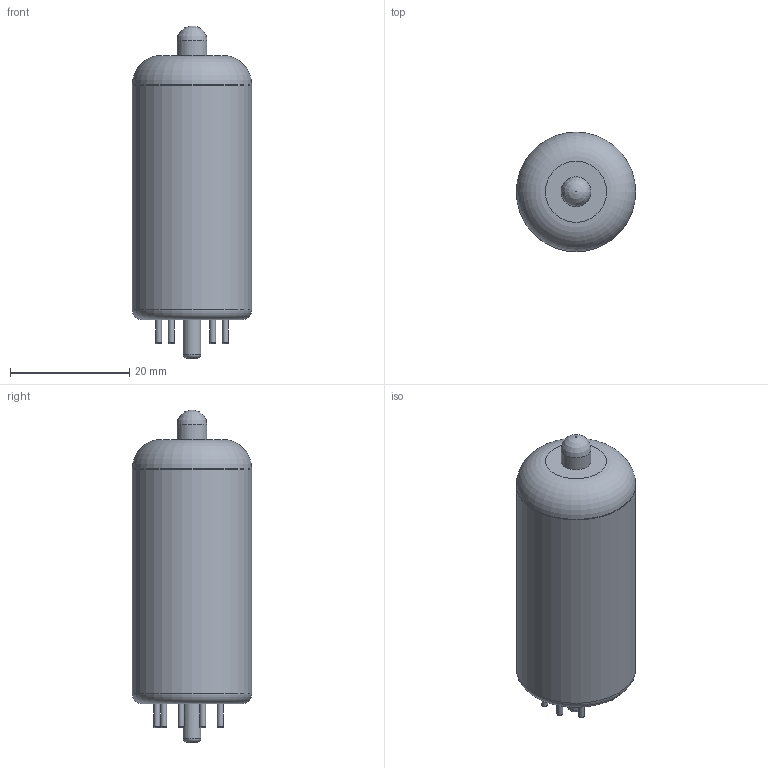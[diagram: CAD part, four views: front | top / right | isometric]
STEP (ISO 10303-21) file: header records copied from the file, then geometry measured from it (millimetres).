
FILE_DESCRIPTION(/* description */ ('model of Valve_ECC-83-2'),/* implementation_level */ '2;1');
FILE_NAME(/* name */ 'Valve_ECC-83-2.step',/* time_stamp */ '2018-11-15T18:31:57',/* author */ ('kicad StepUp','ksu'),/* organization */ ('FreeCAD'),/* preprocessor_version */ 'OCC',/* originating_system */ 'kicad StepUp',/* authorisation */ '');
FILE_SCHEMA(('AUTOMOTIVE_DESIGN { 1 0 10303 214 1 1 1 1 }'));
Length unit declared in the file: millimetre
Products named in the file (1): Valve_ECC_83_2
Bounding box: 20 x 20 x 55.66 mm (x, y, z)
Volume: 5012 mm3; surface area: 8095.9 mm2
Topology: 1 solids, 3 shells, 87 faces, 172 edges, 105 vertices
Faces by surface type: cylinder 39, plane 29, torus 14, revolution 5
Full cylindrical faces by diameter (mm): 1 x24, 3 x1, 5 x1, 19 x1, 19.2 x1, 20 x3
Entity records: 3154 total; most frequent: CARTESIAN_POINT 603, DIRECTION 443, ORIENTED_EDGE 344, AXIS2_PLACEMENT_3D 189, EDGE_CURVE 172, FACE_BOUND 125, EDGE_LOOP 125, VERTEX_POINT 105
